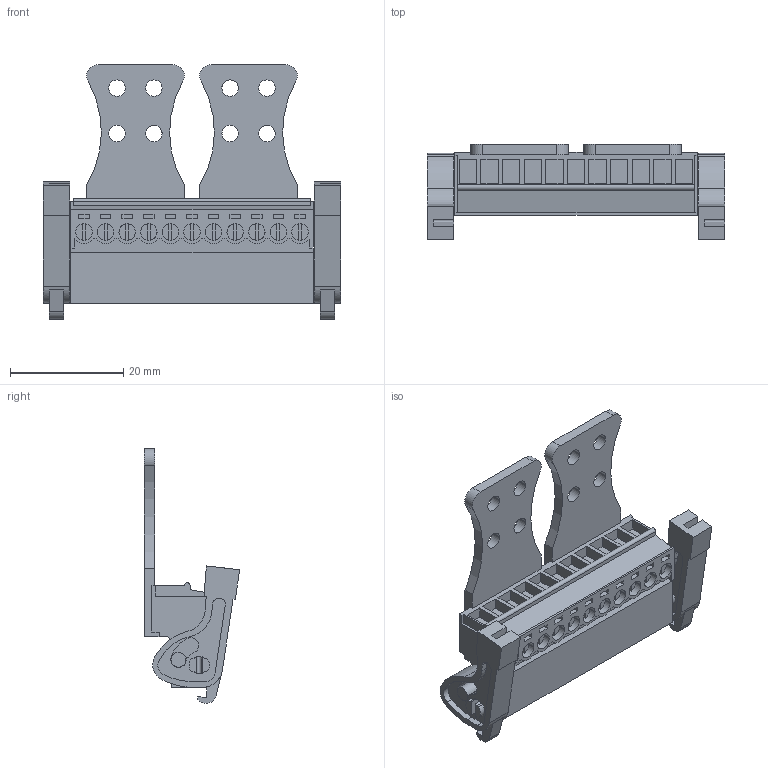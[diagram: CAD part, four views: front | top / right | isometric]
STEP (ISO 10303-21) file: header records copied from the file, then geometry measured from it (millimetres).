
FILE_DESCRIPTION(('CATIA V5 STEP Exchange','CAx-IF Rec.Pracs.--- Model Styling and Organization---1.2---2011-12-15'),'2;1');
FILE_NAME ('D1462292_0', '2018-05-08T13:46:39+00:00', ('none'), ('Weidmueller'), 'CATIA Version 5-6 Release 2014', 'CATIA V5 STEP AP214', 'none');
FILE_SCHEMA(('AUTOMOTIVE_DESIGN { 1 0 10303 214 1 1 1 1 }'));
Length unit declared in the file: millimetre
Products named in the file (1): 2444250000
Bounding box: 52.5 x 16.83 x 44.95 mm (x, y, z)
Volume: 7590.4 mm3; surface area: 10446.5 mm2
Topology: 27 solids, 27 shells, 882 faces, 2309 edges, 1544 vertices
Faces by surface type: plane 689, cylinder 193
Entity records: 25564 total; most frequent: ORIENTED_EDGE 4618, CARTESIAN_POINT 4610, DIRECTION 3242, EDGE_CURVE 2309, VECTOR 1789, LINE 1789, VERTEX_POINT 1544, EDGE_LOOP 969
